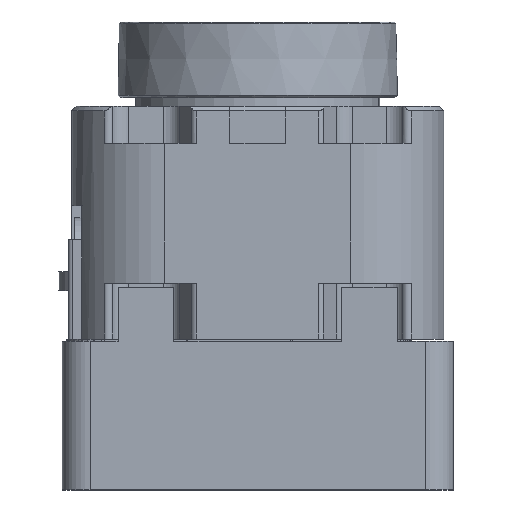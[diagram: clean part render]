
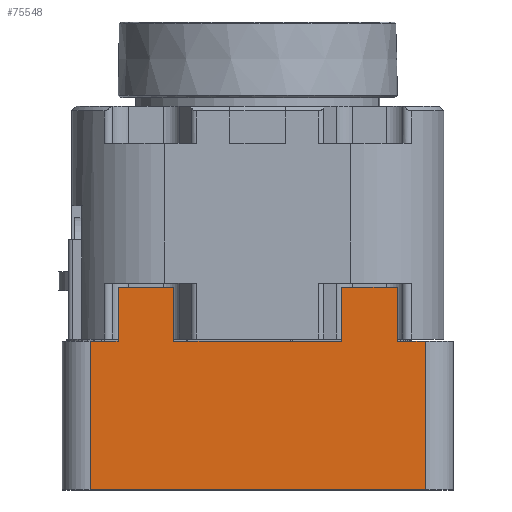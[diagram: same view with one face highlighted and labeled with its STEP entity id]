
A CAD part, front view. The second image highlights one B-rep face of the part: STEP entity #75548.
In plain terms, the highlighted face is planar.
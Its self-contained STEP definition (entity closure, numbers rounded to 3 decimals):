
#3973=PLANE('',#81852);
#7352=FACE_OUTER_BOUND('',#11466,.T.);
#11466=EDGE_LOOP('',(#63989,#63990,#63991,#63992,#63993,#63994,#63995,#63996,
#63997,#63998,#63999,#64000));
#18362=LINE('',#124833,#26256);
#18368=LINE('',#124845,#26262);
#18374=LINE('',#124861,#26268);
#18473=LINE('',#125100,#26367);
#18474=LINE('',#125102,#26368);
#18475=LINE('',#125103,#26369);
#18476=LINE('',#125105,#26370);
#18477=LINE('',#125107,#26371);
#18478=LINE('',#125108,#26372);
#18479=LINE('',#125110,#26373);
#18480=LINE('',#125112,#26374);
#18481=LINE('',#125113,#26375);
#26256=VECTOR('',#98521,1000.);
#26262=VECTOR('',#98529,1000.);
#26268=VECTOR('',#98541,1000.);
#26367=VECTOR('',#98726,1000.);
#26368=VECTOR('',#98727,1000.);
#26369=VECTOR('',#98728,1000.);
#26370=VECTOR('',#98729,1000.);
#26371=VECTOR('',#98730,1000.);
#26372=VECTOR('',#98731,1000.);
#26373=VECTOR('',#98732,1000.);
#26374=VECTOR('',#98733,1000.);
#26375=VECTOR('',#98734,1000.);
#36200=VERTEX_POINT('',#124831);
#36201=VERTEX_POINT('',#124832);
#36205=VERTEX_POINT('',#124842);
#36206=VERTEX_POINT('',#124844);
#36212=VERTEX_POINT('',#124859);
#36213=VERTEX_POINT('',#124860);
#36310=VERTEX_POINT('',#125099);
#36311=VERTEX_POINT('',#125101);
#36312=VERTEX_POINT('',#125104);
#36313=VERTEX_POINT('',#125106);
#36314=VERTEX_POINT('',#125109);
#36315=VERTEX_POINT('',#125111);
#45853=EDGE_CURVE('',#36200,#36201,#18362,.T.);
#45859=EDGE_CURVE('',#36206,#36205,#18368,.T.);
#45867=EDGE_CURVE('',#36212,#36213,#18374,.T.);
#45990=EDGE_CURVE('',#36310,#36205,#18473,.T.);
#45991=EDGE_CURVE('',#36311,#36310,#18474,.T.);
#45992=EDGE_CURVE('',#36311,#36200,#18475,.T.);
#45993=EDGE_CURVE('',#36312,#36201,#18476,.T.);
#45994=EDGE_CURVE('',#36313,#36312,#18477,.T.);
#45995=EDGE_CURVE('',#36313,#36212,#18478,.T.);
#45996=EDGE_CURVE('',#36213,#36314,#18479,.T.);
#45997=EDGE_CURVE('',#36315,#36314,#18480,.T.);
#45998=EDGE_CURVE('',#36315,#36206,#18481,.T.);
#63989=ORIENTED_EDGE('',*,*,#45859,.T.);
#63990=ORIENTED_EDGE('',*,*,#45990,.F.);
#63991=ORIENTED_EDGE('',*,*,#45991,.F.);
#63992=ORIENTED_EDGE('',*,*,#45992,.T.);
#63993=ORIENTED_EDGE('',*,*,#45853,.T.);
#63994=ORIENTED_EDGE('',*,*,#45993,.F.);
#63995=ORIENTED_EDGE('',*,*,#45994,.F.);
#63996=ORIENTED_EDGE('',*,*,#45995,.T.);
#63997=ORIENTED_EDGE('',*,*,#45867,.T.);
#63998=ORIENTED_EDGE('',*,*,#45996,.T.);
#63999=ORIENTED_EDGE('',*,*,#45997,.F.);
#64000=ORIENTED_EDGE('',*,*,#45998,.T.);
#75548=ADVANCED_FACE('',(#7352),#3973,.F.);
#81852=AXIS2_PLACEMENT_3D('',#125098,#98724,#98725);
#98521=DIRECTION('',(-1.,0.,0.));
#98529=DIRECTION('',(-1.,0.,0.));
#98541=DIRECTION('',(-1.,0.,0.));
#98724=DIRECTION('center_axis',(0.,0.,1.));
#98725=DIRECTION('ref_axis',(1.,0.,0.));
#98726=DIRECTION('',(0.,1.,0.));
#98727=DIRECTION('',(1.,0.,0.));
#98728=DIRECTION('',(0.,1.,0.));
#98729=DIRECTION('',(0.,1.,0.));
#98730=DIRECTION('',(1.,0.,0.));
#98731=DIRECTION('',(0.,1.,0.));
#98732=DIRECTION('',(0.,1.,0.));
#98733=DIRECTION('',(-1.,0.,0.));
#98734=DIRECTION('',(0.,-1.,0.));
#124831=CARTESIAN_POINT('',(4.5,0.,-10.5));
#124832=CARTESIAN_POINT('',(-4.5,0.,-10.5));
#124833=CARTESIAN_POINT('',(10.5,0.,-10.5));
#124842=CARTESIAN_POINT('',(7.5,0.,-10.5));
#124844=CARTESIAN_POINT('',(9.,0.,-10.5));
#124845=CARTESIAN_POINT('',(10.5,0.,-10.5));
#124859=CARTESIAN_POINT('',(-7.5,0.,-10.5));
#124860=CARTESIAN_POINT('',(-9.,0.,-10.5));
#124861=CARTESIAN_POINT('',(10.5,0.,-10.5));
#125098=CARTESIAN_POINT('Origin',(10.5,8.,-10.5));
#125099=CARTESIAN_POINT('',(7.5,-2.9,-10.5));
#125100=CARTESIAN_POINT('',(7.5,-2.9,-10.5));
#125101=CARTESIAN_POINT('',(4.5,-2.9,-10.5));
#125102=CARTESIAN_POINT('',(7.5,-2.9,-10.5));
#125103=CARTESIAN_POINT('',(4.5,-2.9,-10.5));
#125104=CARTESIAN_POINT('',(-4.5,-2.9,-10.5));
#125105=CARTESIAN_POINT('',(-4.5,-2.9,-10.5));
#125106=CARTESIAN_POINT('',(-7.5,-2.9,-10.5));
#125107=CARTESIAN_POINT('',(-4.5,-2.9,-10.5));
#125108=CARTESIAN_POINT('',(-7.5,-2.9,-10.5));
#125109=CARTESIAN_POINT('',(-9.,8.,-10.5));
#125110=CARTESIAN_POINT('',(-9.,8.,-10.5));
#125111=CARTESIAN_POINT('',(9.,8.,-10.5));
#125112=CARTESIAN_POINT('',(10.5,8.,-10.5));
#125113=CARTESIAN_POINT('',(9.,8.,-10.5));
